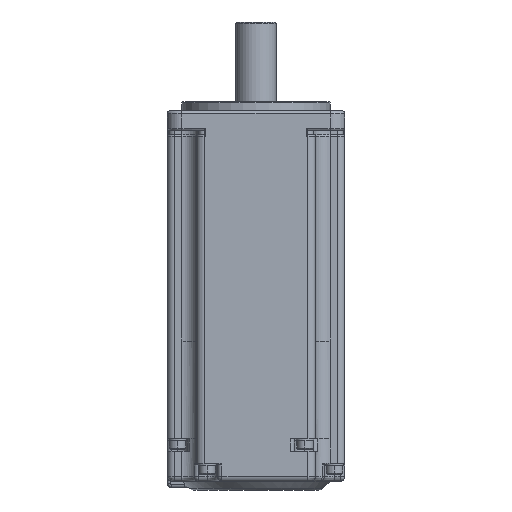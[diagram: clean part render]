
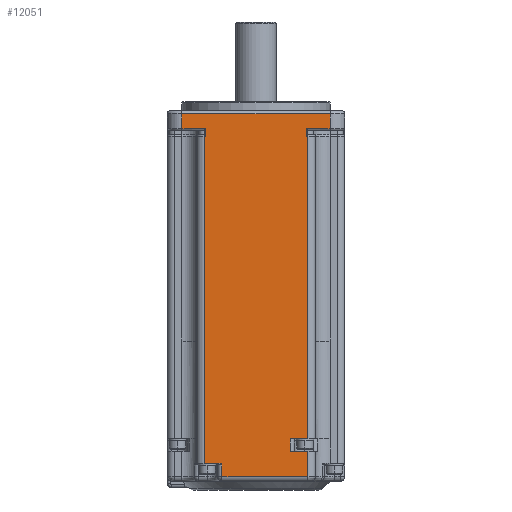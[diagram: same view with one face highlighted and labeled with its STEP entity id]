
A CAD part, front view. The second image highlights one B-rep face of the part: STEP entity #12051.
In plain terms, the highlighted planar face has unit normal (0, -1, 0).
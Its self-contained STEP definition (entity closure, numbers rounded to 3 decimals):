
#2083=CARTESIAN_POINT('',(-132.5,-30.,-112.6));
#2084=VERTEX_POINT('',#2083);
#2110=CARTESIAN_POINT('',(-161.5,-30.,-112.6));
#2111=VERTEX_POINT('',#2110);
#2112=CARTESIAN_POINT('',(-132.5,-30.,-112.6));
#2113=DIRECTION('',(-1.,0.,0.));
#2114=VECTOR('',#2113,29.);
#2115=LINE('',#2112,#2114);
#2116=EDGE_CURVE('',#2084,#2111,#2115,.T.);
#3734=CARTESIAN_POINT('',(-132.5,-30.,-104.1));
#3735=VERTEX_POINT('',#3734);
#3743=CARTESIAN_POINT('',(-132.5,-30.,-104.1));
#3744=DIRECTION('',(0.,0.,-1.));
#3745=VECTOR('',#3744,8.5);
#3746=LINE('',#3743,#3745);
#3747=EDGE_CURVE('',#3735,#2084,#3746,.T.);
#4318=CARTESIAN_POINT('',(-138.5,-30.,-104.1));
#4319=VERTEX_POINT('',#4318);
#4327=CARTESIAN_POINT('',(-138.5,-30.,-104.1));
#4328=DIRECTION('',(1.,0.,0.));
#4329=VECTOR('',#4328,6.);
#4330=LINE('',#4327,#4329);
#4331=EDGE_CURVE('',#4319,#3735,#4330,.T.);
#4352=CARTESIAN_POINT('',(-132.5,-30.,-99.8));
#4353=VERTEX_POINT('',#4352);
#4361=CARTESIAN_POINT('',(-138.5,-30.,-99.8));
#4362=VERTEX_POINT('',#4361);
#4363=CARTESIAN_POINT('',(-132.5,-30.,-99.8));
#4364=DIRECTION('',(-1.,0.,0.));
#4365=VECTOR('',#4364,6.);
#4366=LINE('',#4363,#4365);
#4367=EDGE_CURVE('',#4353,#4362,#4366,.T.);
#4802=CARTESIAN_POINT('',(-167.5,-30.,-108.1));
#4803=VERTEX_POINT('',#4802);
#4821=CARTESIAN_POINT('',(-162.597,-30.,-108.1));
#4822=VERTEX_POINT('',#4821);
#4830=CARTESIAN_POINT('',(-162.597,-30.,-108.1));
#4831=DIRECTION('',(-1.,0.,0.));
#4832=VECTOR('',#4831,4.903);
#4833=LINE('',#4830,#4832);
#4834=EDGE_CURVE('',#4822,#4803,#4833,.T.);
#5027=CARTESIAN_POINT('',(-161.5,-30.,-108.3));
#5028=VERTEX_POINT('',#5027);
#5038=CARTESIAN_POINT('',(-161.5,-30.,-108.3));
#5039=CARTESIAN_POINT('',(-161.542,-30.,-108.25));
#5040=CARTESIAN_POINT('',(-162.364,-30.,-108.1));
#5041=CARTESIAN_POINT('',(-162.597,-30.,-108.1));
#5042=B_SPLINE_CURVE_WITH_KNOTS('',3,(#5038,#5039,#5040,#5041),.UNSPECIFIED.,.F.,.U.,(4,4),(0.,1.),.UNSPECIFIED.);
#5043=EDGE_CURVE('',#5028,#4822,#5042,.T.);
#5064=CARTESIAN_POINT('',(-161.5,-30.,-112.6));
#5065=DIRECTION('',(0.,0.,1.));
#5066=VECTOR('',#5065,4.3);
#5067=LINE('',#5064,#5066);
#5068=EDGE_CURVE('',#2111,#5028,#5067,.T.);
#5085=CARTESIAN_POINT('',(-138.5,-30.,-99.8));
#5086=DIRECTION('',(0.,0.,-1.));
#5087=VECTOR('',#5086,4.3);
#5088=LINE('',#5085,#5087);
#5089=EDGE_CURVE('',#4362,#4319,#5088,.T.);
#11950=CARTESIAN_POINT('',(-150.,-30.,-50.4));
#11951=DIRECTION('',(0.,0.,-1.));
#11952=DIRECTION('',(0.,-1.,0.));
#11953=AXIS2_PLACEMENT_3D('',#11950,#11952,#11951);
#11954=PLANE('',#11953);
#11955=ORIENTED_EDGE('',*,*,#4834,.F.);
#11956=ORIENTED_EDGE('',*,*,#5043,.F.);
#11957=ORIENTED_EDGE('',*,*,#5068,.F.);
#11958=ORIENTED_EDGE('',*,*,#2116,.F.);
#11959=ORIENTED_EDGE('',*,*,#3747,.F.);
#11960=ORIENTED_EDGE('',*,*,#4331,.F.);
#11961=ORIENTED_EDGE('',*,*,#5089,.F.);
#11962=ORIENTED_EDGE('',*,*,#4367,.F.);
#11963=CARTESIAN_POINT('',(-132.5,-30.,2.4));
#11964=VERTEX_POINT('',#11963);
#11965=CARTESIAN_POINT('',(-132.5,-30.,-99.8));
#11966=DIRECTION('',(0.,0.,1.));
#11967=VECTOR('',#11966,102.2);
#11968=LINE('',#11965,#11967);
#11969=EDGE_CURVE('',#4353,#11964,#11968,.T.);
#11970=ORIENTED_EDGE('',*,*,#11969,.T.);
#11971=CARTESIAN_POINT('',(-133.,-30.,2.4));
#11972=VERTEX_POINT('',#11971);
#11973=CARTESIAN_POINT('',(-132.5,-30.,2.4));
#11974=DIRECTION('',(-1.,0.,0.));
#11975=VECTOR('',#11974,0.5);
#11976=LINE('',#11973,#11975);
#11977=EDGE_CURVE('',#11964,#11972,#11976,.T.);
#11978=ORIENTED_EDGE('',*,*,#11977,.T.);
#11979=CARTESIAN_POINT('',(-133.,-30.,4.9));
#11980=VERTEX_POINT('',#11979);
#11981=CARTESIAN_POINT('',(-133.,-30.,2.4));
#11982=DIRECTION('',(0.,0.,1.));
#11983=VECTOR('',#11982,2.5);
#11984=LINE('',#11981,#11983);
#11985=EDGE_CURVE('',#11972,#11980,#11984,.T.);
#11986=ORIENTED_EDGE('',*,*,#11985,.T.);
#11987=CARTESIAN_POINT('',(-125.,-30.,4.9));
#11988=VERTEX_POINT('',#11987);
#11989=CARTESIAN_POINT('',(-133.,-30.,4.9));
#11990=DIRECTION('',(1.,0.,0.));
#11991=VECTOR('',#11990,8.);
#11992=LINE('',#11989,#11991);
#11993=EDGE_CURVE('',#11980,#11988,#11992,.T.);
#11994=ORIENTED_EDGE('',*,*,#11993,.T.);
#11995=CARTESIAN_POINT('',(-125.,-30.,9.9));
#11996=VERTEX_POINT('',#11995);
#11997=CARTESIAN_POINT('',(-125.,-30.,4.9));
#11998=DIRECTION('',(0.,0.,1.));
#11999=VECTOR('',#11998,5.);
#12000=LINE('',#11997,#11999);
#12001=EDGE_CURVE('',#11988,#11996,#12000,.T.);
#12002=ORIENTED_EDGE('',*,*,#12001,.T.);
#12003=CARTESIAN_POINT('',(-175.,-30.,9.9));
#12004=VERTEX_POINT('',#12003);
#12005=CARTESIAN_POINT('',(-125.,-30.,9.9));
#12006=DIRECTION('',(-1.,0.,0.));
#12007=VECTOR('',#12006,50.);
#12008=LINE('',#12005,#12007);
#12009=EDGE_CURVE('',#11996,#12004,#12008,.T.);
#12010=ORIENTED_EDGE('',*,*,#12009,.T.);
#12011=CARTESIAN_POINT('',(-175.,-30.,4.9));
#12012=VERTEX_POINT('',#12011);
#12013=CARTESIAN_POINT('',(-175.,-30.,9.9));
#12014=DIRECTION('',(0.,0.,-1.));
#12015=VECTOR('',#12014,5.);
#12016=LINE('',#12013,#12015);
#12017=EDGE_CURVE('',#12004,#12012,#12016,.T.);
#12018=ORIENTED_EDGE('',*,*,#12017,.T.);
#12019=CARTESIAN_POINT('',(-167.,-30.,4.9));
#12020=VERTEX_POINT('',#12019);
#12021=CARTESIAN_POINT('',(-175.,-30.,4.9));
#12022=DIRECTION('',(1.,0.,0.));
#12023=VECTOR('',#12022,8.);
#12024=LINE('',#12021,#12023);
#12025=EDGE_CURVE('',#12012,#12020,#12024,.T.);
#12026=ORIENTED_EDGE('',*,*,#12025,.T.);
#12027=CARTESIAN_POINT('',(-167.,-30.,2.4));
#12028=VERTEX_POINT('',#12027);
#12029=CARTESIAN_POINT('',(-167.,-30.,4.9));
#12030=DIRECTION('',(0.,0.,-1.));
#12031=VECTOR('',#12030,2.5);
#12032=LINE('',#12029,#12031);
#12033=EDGE_CURVE('',#12020,#12028,#12032,.T.);
#12034=ORIENTED_EDGE('',*,*,#12033,.T.);
#12035=CARTESIAN_POINT('',(-167.5,-30.,2.4));
#12036=VERTEX_POINT('',#12035);
#12037=CARTESIAN_POINT('',(-167.,-30.,2.4));
#12038=DIRECTION('',(-1.,0.,0.));
#12039=VECTOR('',#12038,0.5);
#12040=LINE('',#12037,#12039);
#12041=EDGE_CURVE('',#12028,#12036,#12040,.T.);
#12042=ORIENTED_EDGE('',*,*,#12041,.T.);
#12043=CARTESIAN_POINT('',(-167.5,-30.,2.4));
#12044=DIRECTION('',(0.,0.,-1.));
#12045=VECTOR('',#12044,110.5);
#12046=LINE('',#12043,#12045);
#12047=EDGE_CURVE('',#12036,#4803,#12046,.T.);
#12048=ORIENTED_EDGE('',*,*,#12047,.T.);
#12049=EDGE_LOOP('',(#11955,#11956,#11957,#11958,#11959,#11960,#11961,#11962,#11970,#11978,#11986,#11994,#12002,#12010,#12018,#12026,#12034,#12042,#12048));
#12050=FACE_OUTER_BOUND('',#12049,.T.);
#12051=ADVANCED_FACE('',(#12050),#11954,.T.);
